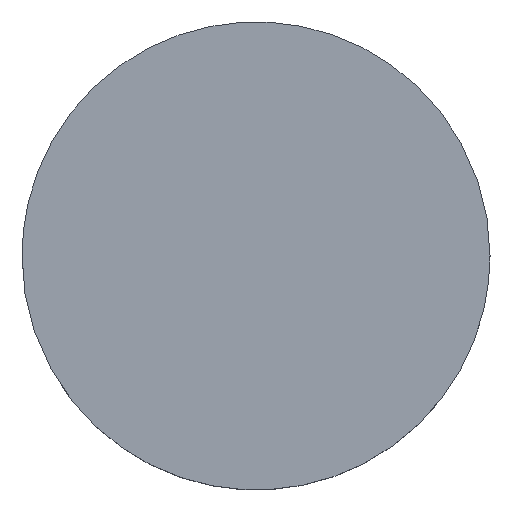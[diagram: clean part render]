
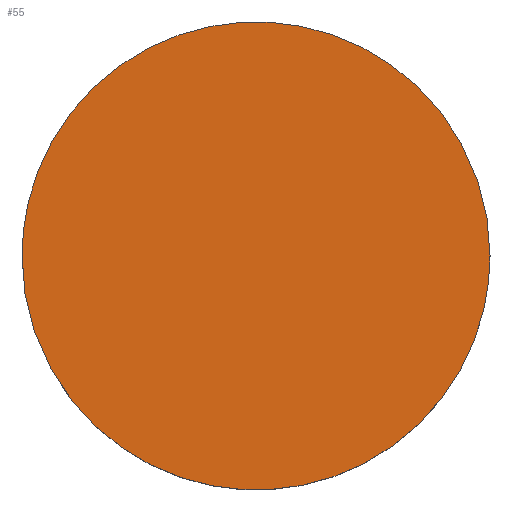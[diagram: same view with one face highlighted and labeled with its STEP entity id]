
A CAD part, top view. The second image highlights one B-rep face of the part: STEP entity #55.
In plain terms, the highlighted planar face has unit normal (0, 0, 1).
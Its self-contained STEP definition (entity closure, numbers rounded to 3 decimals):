
#55=ADVANCED_FACE('',(#75),#264,.T.);
#75=FACE_OUTER_BOUND('',#95,.T.);
#95=EDGE_LOOP('',(#155,#156));
#155=ORIENTED_EDGE('',*,*,#193,.T.);
#156=ORIENTED_EDGE('',*,*,#196,.T.);
#193=EDGE_CURVE('',#254,#256,#229,.T.);
#196=EDGE_CURVE('',#256,#254,#232,.T.);
#229=(
BOUNDED_CURVE()
B_SPLINE_CURVE(2,(#860,#861,#862,#863,#864),.UNSPECIFIED.,.F.,.F.)
B_SPLINE_CURVE_WITH_KNOTS((3,2,3),(0.,94.248,188.496),
 .UNSPECIFIED.)
CURVE()
GEOMETRIC_REPRESENTATION_ITEM()
RATIONAL_B_SPLINE_CURVE((1.,0.707,1.,0.707,1.))
REPRESENTATION_ITEM('')
);
#232=(
BOUNDED_CURVE()
B_SPLINE_CURVE(2,(#872,#873,#874,#875,#876),.UNSPECIFIED.,.F.,.F.)
B_SPLINE_CURVE_WITH_KNOTS((3,2,3),(188.496,282.743,376.991),
 .UNSPECIFIED.)
CURVE()
GEOMETRIC_REPRESENTATION_ITEM()
RATIONAL_B_SPLINE_CURVE((1.,0.707,1.,0.707,1.))
REPRESENTATION_ITEM('')
);
#254=VERTEX_POINT('',#850);
#256=VERTEX_POINT('',#852);
#264=PLANE('',#375);
#375=AXIS2_PLACEMENT_3D('',#847,#397,$);
#397=DIRECTION('',(0.,0.,1.));
#847=CARTESIAN_POINT('',(-75.,-75.,3733.48));
#850=CARTESIAN_POINT('',(60.,0.,3733.48));
#852=CARTESIAN_POINT('',(-60.,0.,3733.48));
#860=CARTESIAN_POINT('',(60.,0.,3733.48));
#861=CARTESIAN_POINT('',(60.,60.,3733.48));
#862=CARTESIAN_POINT('',(0.,60.,3733.48));
#863=CARTESIAN_POINT('',(-60.,60.,3733.48));
#864=CARTESIAN_POINT('',(-60.,0.,3733.48));
#872=CARTESIAN_POINT('',(-60.,0.,3733.48));
#873=CARTESIAN_POINT('',(-60.,-60.,3733.48));
#874=CARTESIAN_POINT('',(0.,-60.,3733.48));
#875=CARTESIAN_POINT('',(60.,-60.,3733.48));
#876=CARTESIAN_POINT('',(60.,0.,3733.48));
